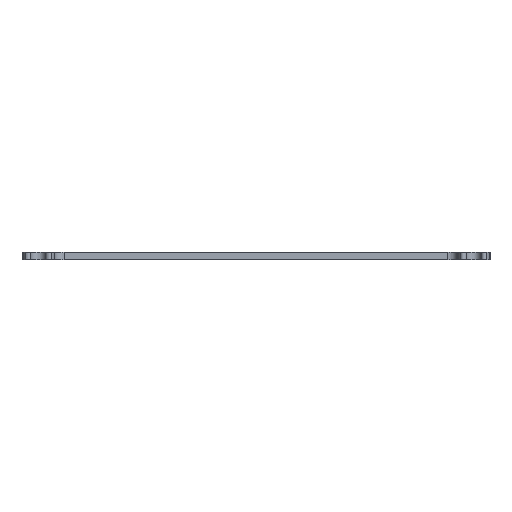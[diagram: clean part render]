
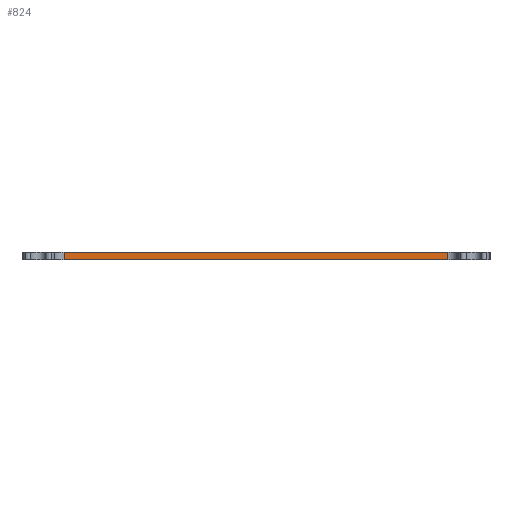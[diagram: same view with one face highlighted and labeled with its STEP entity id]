
A CAD part, left-side view. The second image highlights one B-rep face of the part: STEP entity #824.
In plain terms, the highlighted planar face has unit normal (-1, 0, 0).
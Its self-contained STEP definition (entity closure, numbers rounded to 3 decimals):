
#797 = VERTEX_POINT('',#798);
#798 = CARTESIAN_POINT('',(23.019,-90.781,1.2));
#805 = EDGE_CURVE('',#806,#797,#808,.T.);
#806 = VERTEX_POINT('',#807);
#807 = CARTESIAN_POINT('',(23.019,-90.781,0.));
#808 = LINE('',#809,#810);
#809 = CARTESIAN_POINT('',(23.019,-90.781,0.));
#810 = VECTOR('',#811,1.);
#811 = DIRECTION('',(0.,0.,1.));
#824 = ADVANCED_FACE('',(#825),#850,.T.);
#825 = FACE_BOUND('',#826,.T.);
#826 = EDGE_LOOP('',(#827,#828,#836,#844));
#827 = ORIENTED_EDGE('',*,*,#805,.T.);
#828 = ORIENTED_EDGE('',*,*,#829,.T.);
#829 = EDGE_CURVE('',#797,#830,#832,.T.);
#830 = VERTEX_POINT('',#831);
#831 = CARTESIAN_POINT('',(23.019,-28.281,1.2));
#832 = LINE('',#833,#834);
#833 = CARTESIAN_POINT('',(23.019,-90.781,1.2));
#834 = VECTOR('',#835,1.);
#835 = DIRECTION('',(0.,1.,0.));
#836 = ORIENTED_EDGE('',*,*,#837,.F.);
#837 = EDGE_CURVE('',#838,#830,#840,.T.);
#838 = VERTEX_POINT('',#839);
#839 = CARTESIAN_POINT('',(23.019,-28.281,0.));
#840 = LINE('',#841,#842);
#841 = CARTESIAN_POINT('',(23.019,-28.281,0.));
#842 = VECTOR('',#843,1.);
#843 = DIRECTION('',(0.,0.,1.));
#844 = ORIENTED_EDGE('',*,*,#845,.F.);
#845 = EDGE_CURVE('',#806,#838,#846,.T.);
#846 = LINE('',#847,#848);
#847 = CARTESIAN_POINT('',(23.019,-90.781,0.));
#848 = VECTOR('',#849,1.);
#849 = DIRECTION('',(0.,1.,0.));
#850 = PLANE('',#851);
#851 = AXIS2_PLACEMENT_3D('',#852,#853,#854);
#852 = CARTESIAN_POINT('',(23.019,-90.781,0.));
#853 = DIRECTION('',(-1.,0.,0.));
#854 = DIRECTION('',(0.,1.,0.));
